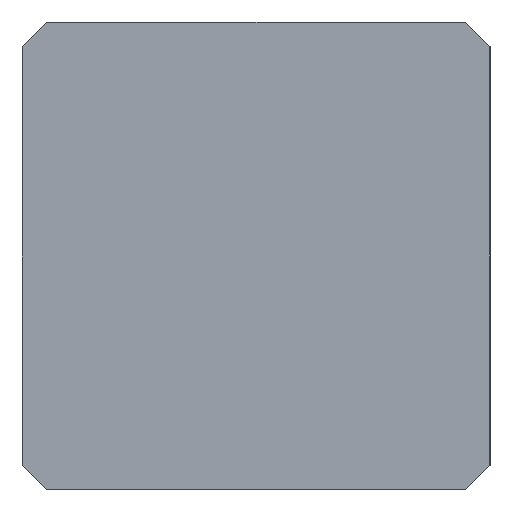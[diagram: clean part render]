
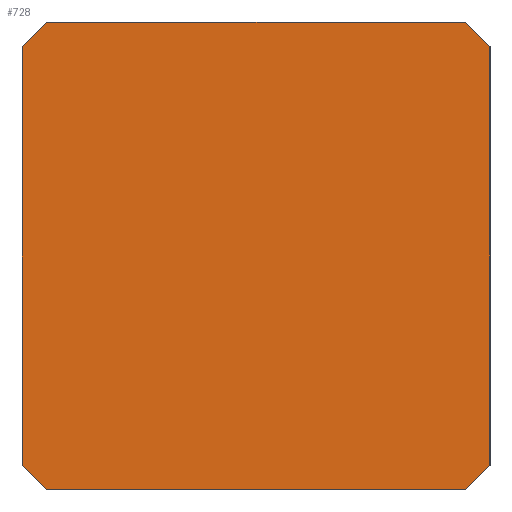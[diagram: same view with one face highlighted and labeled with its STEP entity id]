
A CAD part, left-side view. The second image highlights one B-rep face of the part: STEP entity #728.
In plain terms, the highlighted planar face has unit normal (-1, 0, 0).
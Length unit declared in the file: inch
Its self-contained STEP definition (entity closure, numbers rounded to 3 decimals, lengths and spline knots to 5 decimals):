
#5 = CARTESIAN_POINT ( 'NONE',  ( -1.5, -0.16781, -0.1875 ) ) ;
#9 = ORIENTED_EDGE ( 'NONE', *, *, #1059, .F. ) ;
#13 = LINE ( 'NONE', #1429, #384 ) ;
#129 = DIRECTION ( 'NONE',  ( 0., 0., 1. ) ) ;
#153 = VERTEX_POINT ( 'NONE', #373 ) ;
#159 = CARTESIAN_POINT ( 'NONE',  ( -1.5, 0.1875, 0.1875 ) ) ;
#164 = ORIENTED_EDGE ( 'NONE', *, *, #955, .T. ) ;
#176 = ORIENTED_EDGE ( 'NONE', *, *, #582, .F. ) ;
#195 = DIRECTION ( 'NONE',  ( 0., 1., 0. ) ) ;
#234 = CARTESIAN_POINT ( 'NONE',  ( -1.5, 0.16781, -0.1875 ) ) ;
#322 = VERTEX_POINT ( 'NONE', #1097 ) ;
#327 = VERTEX_POINT ( 'NONE', #387 ) ;
#337 = VERTEX_POINT ( 'NONE', #5 ) ;
#373 = CARTESIAN_POINT ( 'NONE',  ( -1.5, -0.16781, 0.1875 ) ) ;
#384 = VECTOR ( 'NONE', #129, 39.37008 ) ;
#387 = CARTESIAN_POINT ( 'NONE',  ( -1.5, 0.1875, -0.16781 ) ) ;
#425 = VERTEX_POINT ( 'NONE', #1246 ) ;
#466 = DIRECTION ( 'NONE',  ( 0., 0.707, 0.707 ) ) ;
#540 = LINE ( 'NONE', #1165, #1329 ) ;
#546 = CARTESIAN_POINT ( 'NONE',  ( -1.5, -0.1875, -0.16781 ) ) ;
#571 = AXIS2_PLACEMENT_3D ( 'NONE', #752, #1261, #1123 ) ;
#575 = VECTOR ( 'NONE', #606, 39.37008 ) ;
#582 = EDGE_CURVE ( 'NONE', #327, #322, #13, .T. ) ;
#600 = VECTOR ( 'NONE', #1193, 39.37008 ) ;
#606 = DIRECTION ( 'NONE',  ( 0., -0.707, -0.707 ) ) ;
#629 = VECTOR ( 'NONE', #195, 39.37008 ) ;
#652 = ORIENTED_EDGE ( 'NONE', *, *, #1018, .F. ) ;
#712 = LINE ( 'NONE', #1069, #600 ) ;
#728 = ADVANCED_FACE ( 'NONE', ( #1252 ), #776, .F. ) ;
#732 = LINE ( 'NONE', #1425, #575 ) ;
#733 = CARTESIAN_POINT ( 'NONE',  ( -1.5, -0.1875, 0.16781 ) ) ;
#749 = VERTEX_POINT ( 'NONE', #817 ) ;
#752 = CARTESIAN_POINT ( 'NONE',  ( -1.5, 0., 0. ) ) ;
#762 = LINE ( 'NONE', #159, #813 ) ;
#776 = PLANE ( 'NONE',  #571 ) ;
#781 = LINE ( 'NONE', #1507, #629 ) ;
#784 = VERTEX_POINT ( 'NONE', #546 ) ;
#813 = VECTOR ( 'NONE', #1238, 39.37008 ) ;
#817 = CARTESIAN_POINT ( 'NONE',  ( -1.5, -0.1875, 0.16781 ) ) ;
#851 = EDGE_CURVE ( 'NONE', #425, #322, #1414, .T. ) ;
#917 = ORIENTED_EDGE ( 'NONE', *, *, #1510, .T. ) ;
#928 = EDGE_LOOP ( 'NONE', ( #9, #917, #1468, #1402, #652, #1170, #176, #164 ) ) ;
#955 = EDGE_CURVE ( 'NONE', #327, #1202, #732, .T. ) ;
#975 = LINE ( 'NONE', #733, #1489 ) ;
#1018 = EDGE_CURVE ( 'NONE', #425, #153, #762, .T. ) ;
#1031 = DIRECTION ( 'NONE',  ( 0., -0.707, 0.707 ) ) ;
#1056 = VECTOR ( 'NONE', #1401, 39.37008 ) ;
#1059 = EDGE_CURVE ( 'NONE', #337, #1202, #781, .T. ) ;
#1069 = CARTESIAN_POINT ( 'NONE',  ( -1.5, -0.1875, 0.1875 ) ) ;
#1097 = CARTESIAN_POINT ( 'NONE',  ( -1.5, 0.1875, 0.16781 ) ) ;
#1123 = DIRECTION ( 'NONE',  ( 0., 0., -1. ) ) ;
#1165 = CARTESIAN_POINT ( 'NONE',  ( -1.5, -0.16781, -0.1875 ) ) ;
#1170 = ORIENTED_EDGE ( 'NONE', *, *, #851, .T. ) ;
#1177 = EDGE_CURVE ( 'NONE', #749, #153, #975, .T. ) ;
#1193 = DIRECTION ( 'NONE',  ( 0., 0., -1. ) ) ;
#1202 = VERTEX_POINT ( 'NONE', #234 ) ;
#1238 = DIRECTION ( 'NONE',  ( 0., -1., 0. ) ) ;
#1246 = CARTESIAN_POINT ( 'NONE',  ( -1.5, 0.16781, 0.1875 ) ) ;
#1252 = FACE_OUTER_BOUND ( 'NONE', #928, .T. ) ;
#1253 = EDGE_CURVE ( 'NONE', #749, #784, #712, .T. ) ;
#1261 = DIRECTION ( 'NONE',  ( 1., 0., 0. ) ) ;
#1329 = VECTOR ( 'NONE', #1031, 39.37008 ) ;
#1401 = DIRECTION ( 'NONE',  ( 0., 0.707, -0.707 ) ) ;
#1402 = ORIENTED_EDGE ( 'NONE', *, *, #1177, .T. ) ;
#1414 = LINE ( 'NONE', #1517, #1056 ) ;
#1425 = CARTESIAN_POINT ( 'NONE',  ( -1.5, 0.1875, -0.16781 ) ) ;
#1429 = CARTESIAN_POINT ( 'NONE',  ( -1.5, 0.1875, 0.1875 ) ) ;
#1468 = ORIENTED_EDGE ( 'NONE', *, *, #1253, .F. ) ;
#1489 = VECTOR ( 'NONE', #466, 39.37008 ) ;
#1507 = CARTESIAN_POINT ( 'NONE',  ( -1.5, 0.1875, -0.1875 ) ) ;
#1510 = EDGE_CURVE ( 'NONE', #337, #784, #540, .T. ) ;
#1517 = CARTESIAN_POINT ( 'NONE',  ( -1.5, 0.16781, 0.1875 ) ) ;
